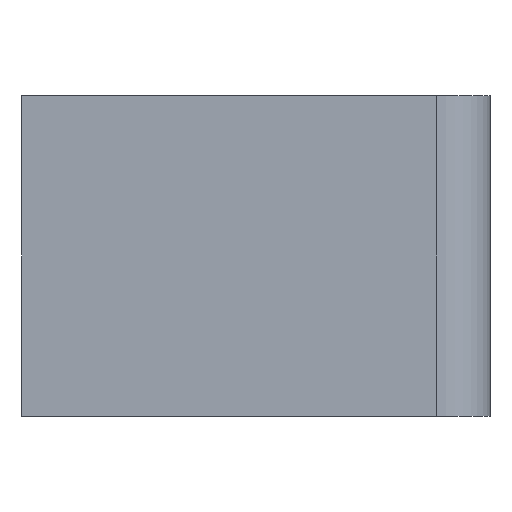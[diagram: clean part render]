
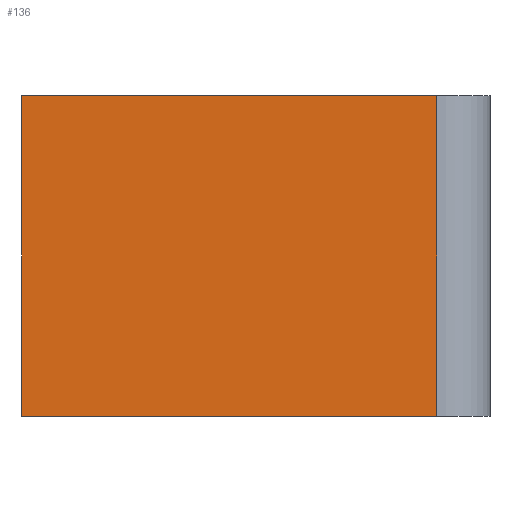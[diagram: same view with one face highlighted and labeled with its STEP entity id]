
A CAD part, front view. The second image highlights one B-rep face of the part: STEP entity #136.
In plain terms, the highlighted planar face has unit normal (0, -1, 0).
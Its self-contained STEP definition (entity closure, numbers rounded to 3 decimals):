
#27 = LINE ( 'NONE', #490, #523 ) ;
#86 = EDGE_CURVE ( 'NONE', #344, #623, #27, .T. ) ;
#98 = CARTESIAN_POINT ( 'NONE',  ( 0., -8., 0. ) ) ;
#102 = PLANE ( 'NONE',  #686 ) ;
#136 = ADVANCED_FACE ( 'NONE', ( #330 ), #102, .F. ) ;
#143 = EDGE_LOOP ( 'NONE', ( #371, #514, #350, #429 ) ) ;
#178 = DIRECTION ( 'NONE',  ( 0., 1., 0. ) ) ;
#253 = CARTESIAN_POINT ( 'NONE',  ( 0., -8., 12. ) ) ;
#260 = VERTEX_POINT ( 'NONE', #651 ) ;
#269 = EDGE_CURVE ( 'NONE', #344, #450, #800, .T. ) ;
#330 = FACE_OUTER_BOUND ( 'NONE', #143, .T. ) ;
#344 = VERTEX_POINT ( 'NONE', #253 ) ;
#350 = ORIENTED_EDGE ( 'NONE', *, *, #86, .F. ) ;
#361 = VECTOR ( 'NONE', #556, 1000. ) ;
#371 = ORIENTED_EDGE ( 'NONE', *, *, #587, .T. ) ;
#429 = ORIENTED_EDGE ( 'NONE', *, *, #269, .T. ) ;
#450 = VERTEX_POINT ( 'NONE', #574 ) ;
#490 = CARTESIAN_POINT ( 'NONE',  ( 0., -8., 12. ) ) ;
#493 = DIRECTION ( 'NONE',  ( 1., 0., 0. ) ) ;
#494 = CARTESIAN_POINT ( 'NONE',  ( 15.5, -8., 12. ) ) ;
#514 = ORIENTED_EDGE ( 'NONE', *, *, #726, .T. ) ;
#523 = VECTOR ( 'NONE', #493, 1000. ) ;
#531 = LINE ( 'NONE', #741, #361 ) ;
#556 = DIRECTION ( 'NONE',  ( 0., 0., 1. ) ) ;
#562 = DIRECTION ( 'NONE',  ( 1., 0., 0. ) ) ;
#574 = CARTESIAN_POINT ( 'NONE',  ( 0., -8., 0. ) ) ;
#585 = CARTESIAN_POINT ( 'NONE',  ( 0., -8., 12. ) ) ;
#587 = EDGE_CURVE ( 'NONE', #450, #260, #644, .T. ) ;
#623 = VERTEX_POINT ( 'NONE', #494 ) ;
#639 = DIRECTION ( 'NONE',  ( 0., 0., 1. ) ) ;
#644 = LINE ( 'NONE', #98, #791 ) ;
#651 = CARTESIAN_POINT ( 'NONE',  ( 15.5, -8., 0. ) ) ;
#655 = DIRECTION ( 'NONE',  ( 0., 0., -1. ) ) ;
#686 = AXIS2_PLACEMENT_3D ( 'NONE', #834, #178, #639 ) ;
#726 = EDGE_CURVE ( 'NONE', #260, #623, #531, .T. ) ;
#741 = CARTESIAN_POINT ( 'NONE',  ( 15.5, -8., 12. ) ) ;
#787 = VECTOR ( 'NONE', #655, 1000. ) ;
#791 = VECTOR ( 'NONE', #562, 1000. ) ;
#800 = LINE ( 'NONE', #585, #787 ) ;
#834 = CARTESIAN_POINT ( 'NONE',  ( 0., -8., 12. ) ) ;
